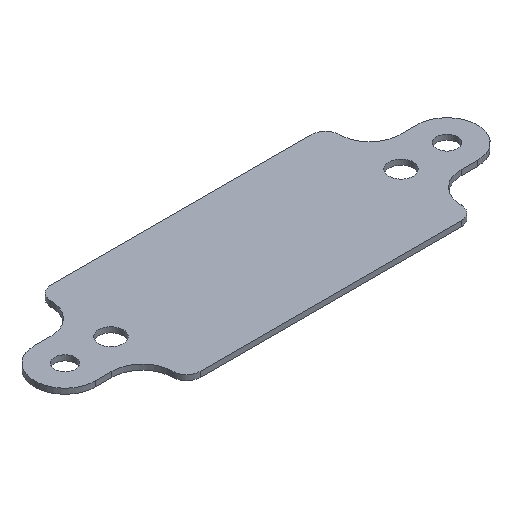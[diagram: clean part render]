
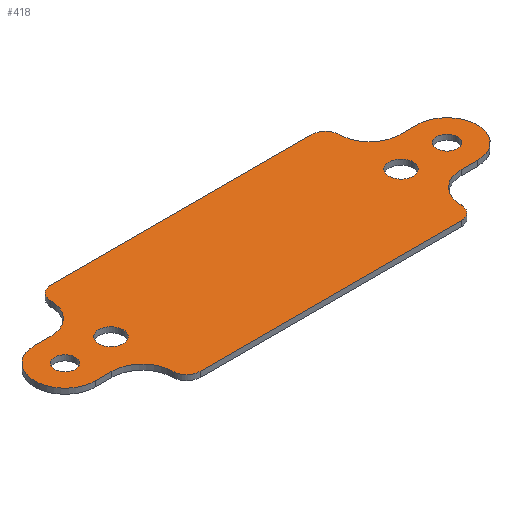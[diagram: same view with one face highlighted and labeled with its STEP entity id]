
A CAD part, isometric view. The second image highlights one B-rep face of the part: STEP entity #418.
In plain terms, the highlighted planar face has unit normal (0, 0, 1).
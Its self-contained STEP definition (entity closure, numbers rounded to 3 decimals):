
#22=PLANE('',#488);
#27=LINE('',#659,#55);
#31=LINE('',#671,#59);
#36=LINE('',#689,#64);
#41=LINE('',#707,#69);
#45=LINE('',#719,#73);
#50=LINE('',#735,#78);
#55=VECTOR('',#533,10.);
#59=VECTOR('',#545,10.);
#64=VECTOR('',#564,10.);
#69=VECTOR('',#583,10.);
#73=VECTOR('',#595,10.);
#78=VECTOR('',#614,10.);
#87=FACE_BOUND('',#143,.T.);
#88=FACE_BOUND('',#144,.T.);
#89=FACE_BOUND('',#145,.T.);
#90=FACE_BOUND('',#146,.T.);
#112=FACE_OUTER_BOUND('',#142,.T.);
#142=EDGE_LOOP('',(#363,#364,#365,#366,#367,#368,#369,#370,#371,#372,#373,
#374,#375,#376,#377,#378));
#143=EDGE_LOOP('',(#379));
#144=EDGE_LOOP('',(#380));
#145=EDGE_LOOP('',(#381));
#146=EDGE_LOOP('',(#382));
#147=CIRCLE('',#440,1.6);
#149=CIRCLE('',#443,1.6);
#151=CIRCLE('',#446,1.35);
#153=CIRCLE('',#449,1.35);
#156=CIRCLE('',#453,1.775);
#158=CIRCLE('',#456,3.995);
#160=CIRCLE('',#460,3.995);
#162=CIRCLE('',#464,3.995);
#164=CIRCLE('',#467,1.775);
#166=CIRCLE('',#471,1.775);
#168=CIRCLE('',#474,3.995);
#170=CIRCLE('',#478,3.995);
#172=CIRCLE('',#482,3.995);
#174=CIRCLE('',#485,1.775);
#175=VERTEX_POINT('',#621);
#177=VERTEX_POINT('',#626);
#179=VERTEX_POINT('',#631);
#181=VERTEX_POINT('',#636);
#185=VERTEX_POINT('',#644);
#186=VERTEX_POINT('',#646);
#188=VERTEX_POINT('',#652);
#190=VERTEX_POINT('',#658);
#192=VERTEX_POINT('',#664);
#194=VERTEX_POINT('',#670);
#196=VERTEX_POINT('',#676);
#198=VERTEX_POINT('',#682);
#200=VERTEX_POINT('',#688);
#202=VERTEX_POINT('',#694);
#204=VERTEX_POINT('',#700);
#206=VERTEX_POINT('',#706);
#208=VERTEX_POINT('',#712);
#210=VERTEX_POINT('',#718);
#212=VERTEX_POINT('',#724);
#214=VERTEX_POINT('',#730);
#215=EDGE_CURVE('',#175,#175,#147,.T.);
#217=EDGE_CURVE('',#177,#177,#149,.T.);
#219=EDGE_CURVE('',#179,#179,#151,.T.);
#221=EDGE_CURVE('',#181,#181,#153,.T.);
#225=EDGE_CURVE('',#186,#185,#156,.T.);
#228=EDGE_CURVE('',#188,#186,#158,.T.);
#231=EDGE_CURVE('',#190,#188,#27,.T.);
#234=EDGE_CURVE('',#192,#190,#160,.T.);
#237=EDGE_CURVE('',#194,#192,#31,.T.);
#240=EDGE_CURVE('',#196,#194,#162,.T.);
#243=EDGE_CURVE('',#198,#196,#164,.T.);
#246=EDGE_CURVE('',#200,#198,#36,.T.);
#249=EDGE_CURVE('',#202,#200,#166,.T.);
#252=EDGE_CURVE('',#204,#202,#168,.T.);
#255=EDGE_CURVE('',#206,#204,#41,.T.);
#258=EDGE_CURVE('',#208,#206,#170,.T.);
#261=EDGE_CURVE('',#210,#208,#45,.T.);
#264=EDGE_CURVE('',#212,#210,#172,.T.);
#267=EDGE_CURVE('',#214,#212,#174,.T.);
#270=EDGE_CURVE('',#185,#214,#50,.T.);
#363=ORIENTED_EDGE('',*,*,#270,.T.);
#364=ORIENTED_EDGE('',*,*,#267,.T.);
#365=ORIENTED_EDGE('',*,*,#264,.T.);
#366=ORIENTED_EDGE('',*,*,#261,.T.);
#367=ORIENTED_EDGE('',*,*,#258,.T.);
#368=ORIENTED_EDGE('',*,*,#255,.T.);
#369=ORIENTED_EDGE('',*,*,#252,.T.);
#370=ORIENTED_EDGE('',*,*,#249,.T.);
#371=ORIENTED_EDGE('',*,*,#246,.T.);
#372=ORIENTED_EDGE('',*,*,#243,.T.);
#373=ORIENTED_EDGE('',*,*,#240,.T.);
#374=ORIENTED_EDGE('',*,*,#237,.T.);
#375=ORIENTED_EDGE('',*,*,#234,.T.);
#376=ORIENTED_EDGE('',*,*,#231,.T.);
#377=ORIENTED_EDGE('',*,*,#228,.T.);
#378=ORIENTED_EDGE('',*,*,#225,.T.);
#379=ORIENTED_EDGE('',*,*,#215,.T.);
#380=ORIENTED_EDGE('',*,*,#217,.T.);
#381=ORIENTED_EDGE('',*,*,#219,.T.);
#382=ORIENTED_EDGE('',*,*,#221,.T.);
#418=ADVANCED_FACE('',(#112,#87,#88,#89,#90),#22,.T.);
#440=AXIS2_PLACEMENT_3D('',#622,#493,#494);
#443=AXIS2_PLACEMENT_3D('',#627,#499,#500);
#446=AXIS2_PLACEMENT_3D('',#632,#505,#506);
#449=AXIS2_PLACEMENT_3D('',#637,#511,#512);
#453=AXIS2_PLACEMENT_3D('',#647,#520,#521);
#456=AXIS2_PLACEMENT_3D('',#653,#527,#528);
#460=AXIS2_PLACEMENT_3D('',#665,#539,#540);
#464=AXIS2_PLACEMENT_3D('',#677,#551,#552);
#467=AXIS2_PLACEMENT_3D('',#683,#558,#559);
#471=AXIS2_PLACEMENT_3D('',#695,#570,#571);
#474=AXIS2_PLACEMENT_3D('',#701,#577,#578);
#478=AXIS2_PLACEMENT_3D('',#713,#589,#590);
#482=AXIS2_PLACEMENT_3D('',#725,#601,#602);
#485=AXIS2_PLACEMENT_3D('',#731,#608,#609);
#488=AXIS2_PLACEMENT_3D('',#737,#617,#618);
#493=DIRECTION('center_axis',(0.,0.,-1.));
#494=DIRECTION('ref_axis',(-1.,0.,0.));
#499=DIRECTION('center_axis',(0.,0.,-1.));
#500=DIRECTION('ref_axis',(-1.,0.,0.));
#505=DIRECTION('center_axis',(0.,0.,-1.));
#506=DIRECTION('ref_axis',(-1.,0.,0.));
#511=DIRECTION('center_axis',(0.,0.,-1.));
#512=DIRECTION('ref_axis',(-1.,0.,0.));
#520=DIRECTION('center_axis',(0.,0.,1.));
#521=DIRECTION('ref_axis',(-1.,0.,0.));
#527=DIRECTION('center_axis',(0.,0.,-1.));
#528=DIRECTION('ref_axis',(-1.,0.,0.));
#533=DIRECTION('',(-1.,0.,0.));
#539=DIRECTION('center_axis',(0.,0.,1.));
#540=DIRECTION('ref_axis',(0.,1.,0.));
#545=DIRECTION('',(1.,0.,0.));
#551=DIRECTION('center_axis',(0.,0.,-1.));
#552=DIRECTION('ref_axis',(0.,1.,0.));
#558=DIRECTION('center_axis',(0.,0.,1.));
#559=DIRECTION('ref_axis',(0.,1.,0.));
#564=DIRECTION('',(1.,0.,0.));
#570=DIRECTION('center_axis',(0.,0.,1.));
#571=DIRECTION('ref_axis',(1.,0.,0.));
#577=DIRECTION('center_axis',(0.,0.,-1.));
#578=DIRECTION('ref_axis',(1.,0.,0.));
#583=DIRECTION('',(1.,0.,0.));
#589=DIRECTION('center_axis',(0.,0.,1.));
#590=DIRECTION('ref_axis',(0.,-1.,0.));
#595=DIRECTION('',(-1.,0.,0.));
#601=DIRECTION('center_axis',(0.,0.,-1.));
#602=DIRECTION('ref_axis',(0.,-1.,0.));
#608=DIRECTION('center_axis',(0.,0.,1.));
#609=DIRECTION('ref_axis',(0.,-1.,0.));
#614=DIRECTION('',(-1.,0.,0.));
#617=DIRECTION('center_axis',(0.,0.,1.));
#618=DIRECTION('ref_axis',(1.,0.,0.));
#621=CARTESIAN_POINT('',(432.223,150.618,0.7));
#622=CARTESIAN_POINT('Origin',(433.823,150.618,0.7));
#626=CARTESIAN_POINT('',(470.223,150.618,0.7));
#627=CARTESIAN_POINT('Origin',(471.823,150.618,0.7));
#631=CARTESIAN_POINT('',(426.472,150.618,0.7));
#632=CARTESIAN_POINT('Origin',(427.822,150.618,0.7));
#636=CARTESIAN_POINT('',(476.474,150.618,0.7));
#637=CARTESIAN_POINT('Origin',(477.824,150.618,0.7));
#644=CARTESIAN_POINT('',(469.913,160.383,0.7));
#646=CARTESIAN_POINT('',(471.688,158.608,0.7));
#647=CARTESIAN_POINT('Origin',(469.913,158.608,0.7));
#652=CARTESIAN_POINT('',(475.683,154.613,0.7));
#653=CARTESIAN_POINT('Origin',(475.683,158.608,0.7));
#658=CARTESIAN_POINT('',(477.824,154.613,0.7));
#659=CARTESIAN_POINT('',(475.683,154.613,0.7));
#664=CARTESIAN_POINT('',(477.824,146.623,0.7));
#665=CARTESIAN_POINT('Origin',(477.824,150.618,0.7));
#670=CARTESIAN_POINT('',(475.683,146.623,0.7));
#671=CARTESIAN_POINT('',(477.824,146.623,0.7));
#676=CARTESIAN_POINT('',(471.688,142.628,0.7));
#677=CARTESIAN_POINT('Origin',(475.683,142.628,0.7));
#682=CARTESIAN_POINT('',(469.913,140.853,0.7));
#683=CARTESIAN_POINT('Origin',(469.913,142.628,0.7));
#688=CARTESIAN_POINT('',(435.733,140.853,0.7));
#689=CARTESIAN_POINT('',(469.913,140.853,0.7));
#694=CARTESIAN_POINT('',(433.958,142.628,0.7));
#695=CARTESIAN_POINT('Origin',(435.733,142.628,0.7));
#700=CARTESIAN_POINT('',(429.963,146.623,0.7));
#701=CARTESIAN_POINT('Origin',(429.963,142.628,0.7));
#706=CARTESIAN_POINT('',(427.822,146.623,0.7));
#707=CARTESIAN_POINT('',(429.963,146.623,0.7));
#712=CARTESIAN_POINT('',(427.822,154.613,0.7));
#713=CARTESIAN_POINT('Origin',(427.822,150.618,0.7));
#718=CARTESIAN_POINT('',(429.963,154.613,0.7));
#719=CARTESIAN_POINT('',(427.822,154.613,0.7));
#724=CARTESIAN_POINT('',(433.958,158.608,0.7));
#725=CARTESIAN_POINT('Origin',(429.963,158.608,0.7));
#730=CARTESIAN_POINT('',(435.733,160.383,0.7));
#731=CARTESIAN_POINT('Origin',(435.733,158.608,0.7));
#735=CARTESIAN_POINT('',(435.733,160.383,0.7));
#737=CARTESIAN_POINT('Origin',(452.823,150.618,0.7));
